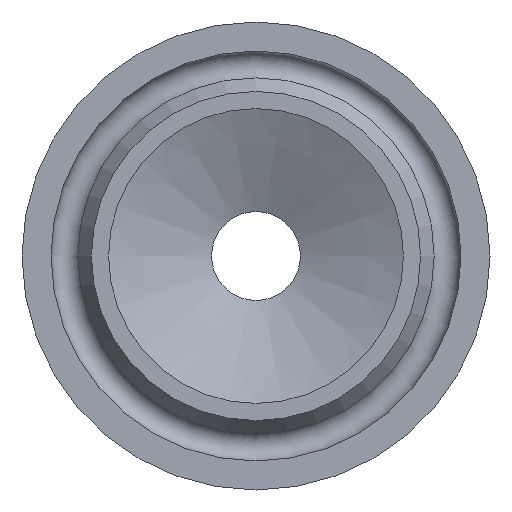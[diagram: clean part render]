
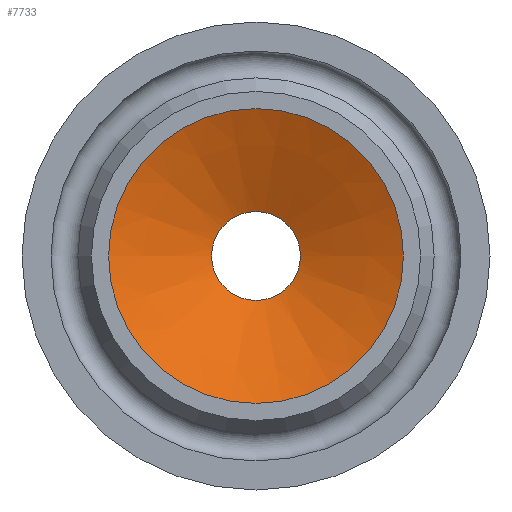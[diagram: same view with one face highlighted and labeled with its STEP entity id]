
A CAD part, left-side view. The second image highlights one B-rep face of the part: STEP entity #7733.
In plain terms, the highlighted conical face has half-angle 66 degrees and reference radius 5.125 mm.
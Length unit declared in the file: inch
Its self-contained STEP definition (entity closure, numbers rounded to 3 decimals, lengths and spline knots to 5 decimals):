
#41=CIRCLE('',#8021,0.0935);
#42=CIRCLE('',#8022,0.0935);
#61=CIRCLE('',#8052,0.31);
#62=CIRCLE('',#8053,0.31);
#709=LINE('',#16908,#1097);
#1097=VECTOR('',#9043,0.20175);
#1697=FACE_OUTER_BOUND('',#2171,.T.);
#2171=EDGE_LOOP('',(#7197,#7198,#7199,#7200,#7201,#7202));
#3674=VERTEX_POINT('',#16851);
#3675=VERTEX_POINT('',#16853);
#3693=VERTEX_POINT('',#16907);
#3694=VERTEX_POINT('',#16909);
#4840=EDGE_CURVE('',#3675,#3674,#41,.T.);
#4841=EDGE_CURVE('',#3674,#3675,#42,.T.);
#4865=EDGE_CURVE('',#3674,#3693,#709,.T.);
#4866=EDGE_CURVE('',#3694,#3693,#61,.T.);
#4867=EDGE_CURVE('',#3693,#3694,#62,.T.);
#7197=ORIENTED_EDGE('',*,*,#4840,.T.);
#7198=ORIENTED_EDGE('',*,*,#4865,.T.);
#7199=ORIENTED_EDGE('',*,*,#4866,.F.);
#7200=ORIENTED_EDGE('',*,*,#4867,.F.);
#7201=ORIENTED_EDGE('',*,*,#4865,.F.);
#7202=ORIENTED_EDGE('',*,*,#4841,.T.);
#7277=CONICAL_SURFACE('',#8051,0.20175,1.152);
#7733=ADVANCED_FACE('',(#1697),#7277,.F.);
#8021=AXIS2_PLACEMENT_3D('',#16854,#8976,#8977);
#8022=AXIS2_PLACEMENT_3D('',#16855,#8978,#8979);
#8051=AXIS2_PLACEMENT_3D('',#16906,#9041,#9042);
#8052=AXIS2_PLACEMENT_3D('',#16910,#9044,#9045);
#8053=AXIS2_PLACEMENT_3D('',#16911,#9046,#9047);
#8976=DIRECTION('center_axis',(1.,0.,0.));
#8977=DIRECTION('ref_axis',(0.,1.,0.));
#8978=DIRECTION('center_axis',(1.,0.,0.));
#8979=DIRECTION('ref_axis',(0.,1.,0.));
#9041=DIRECTION('center_axis',(-1.,0.,0.));
#9042=DIRECTION('ref_axis',(0.,1.,0.));
#9043=DIRECTION('',(-0.407,-0.914,0.));
#9044=DIRECTION('center_axis',(1.,0.,0.));
#9045=DIRECTION('ref_axis',(0.,1.,0.));
#9046=DIRECTION('center_axis',(1.,0.,0.));
#9047=DIRECTION('ref_axis',(0.,1.,0.));
#16851=CARTESIAN_POINT('',(0.12739,-0.0935,0.));
#16853=CARTESIAN_POINT('',(0.12739,0.0935,0.));
#16854=CARTESIAN_POINT('Origin',(0.12739,0.,0.));
#16855=CARTESIAN_POINT('Origin',(0.12739,0.,0.));
#16906=CARTESIAN_POINT('Origin',(0.0792,0.,0.));
#16907=CARTESIAN_POINT('',(0.031,-0.31,0.));
#16908=CARTESIAN_POINT('',(0.0792,-0.20175,0.));
#16909=CARTESIAN_POINT('',(0.031,0.31,0.));
#16910=CARTESIAN_POINT('Origin',(0.031,0.,0.));
#16911=CARTESIAN_POINT('Origin',(0.031,0.,0.));
